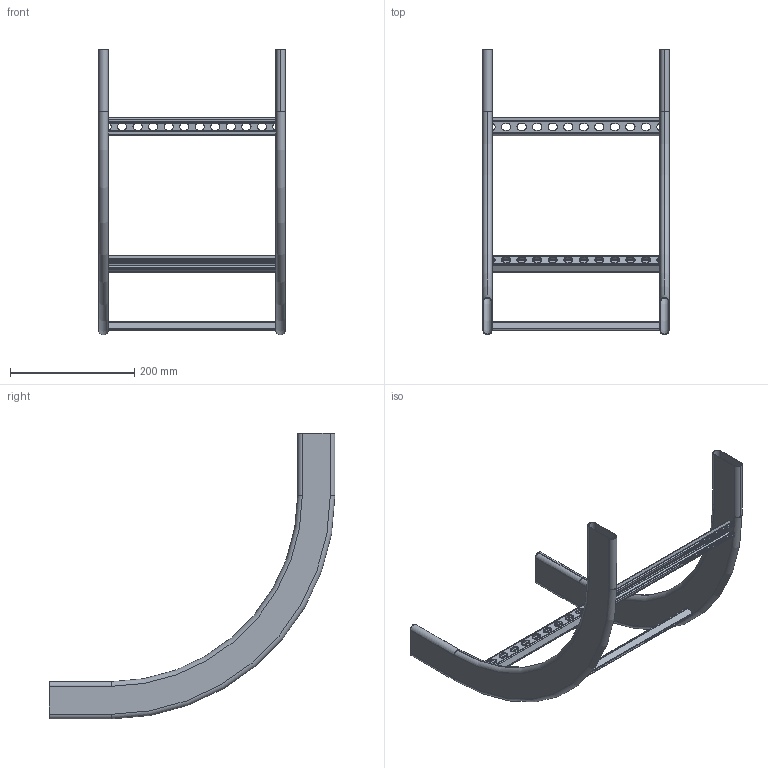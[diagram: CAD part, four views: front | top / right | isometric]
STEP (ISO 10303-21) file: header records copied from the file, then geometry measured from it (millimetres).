
FILE_DESCRIPTION (( 'STEP AP203' ), '1' );
FILE_NAME ('10-02-1632.STEP', '2013-05-02T10:30:30', ( 'asennus' ), ( '' ), 'SwSTEP 2.0', 'SolidWorks 2013', '' );
FILE_SCHEMA (( 'CONFIG_CONTROL_DESIGN' ));
Length unit declared in the file: millimetre
Products named in the file (1): 10-02-1632
Bounding box: 300 x 460 x 460 mm (x, y, z)
Volume: 241759.6 mm3; surface area: 487381.4 mm2
Topology: 5 solids, 5 shells, 348 faces, 866 edges, 528 vertices
Faces by surface type: plane 204, cylinder 132, torus 12
Entity records: 10411 total; most frequent: DIRECTION 1852, CARTESIAN_POINT 1743, ORIENTED_EDGE 1732, EDGE_CURVE 866, AXIS2_PLACEMENT_3D 637, LINE 578, VECTOR 578, VERTEX_POINT 528
